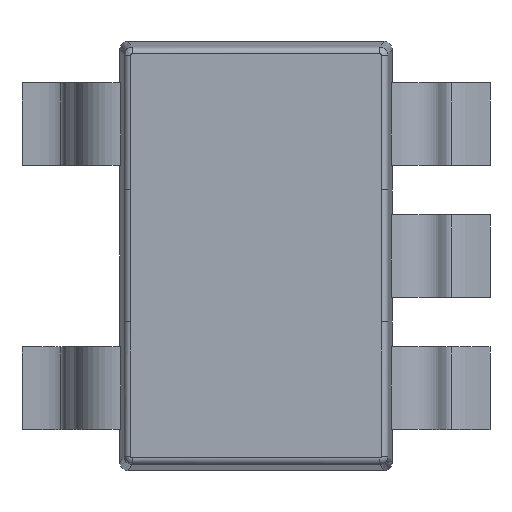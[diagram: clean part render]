
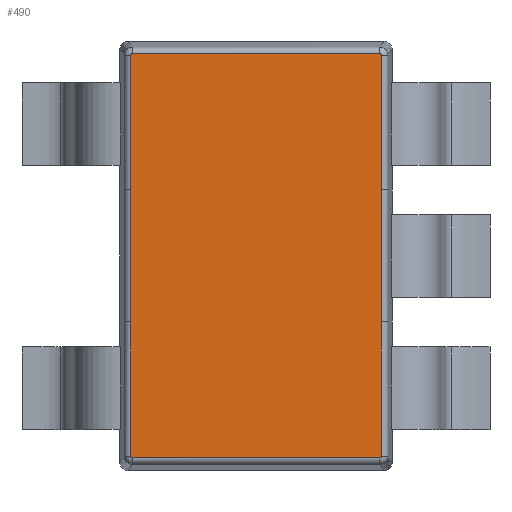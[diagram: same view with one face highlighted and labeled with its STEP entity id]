
A CAD part, top view. The second image highlights one B-rep face of the part: STEP entity #490.
In plain terms, the highlighted planar face has unit normal (0, 0, 1).
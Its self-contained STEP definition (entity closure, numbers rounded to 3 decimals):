
#137 = VERTEX_POINT ( 'NONE', #1340 ) ;
#190 = CARTESIAN_POINT ( 'NONE',  ( -0.759, -1.214, 1.205 ) ) ;
#261 = ORIENTED_EDGE ( 'NONE', *, *, #1275, .T. ) ;
#341 = EDGE_CURVE ( 'NONE', #2222, #137, #3449, .T. ) ;
#373 = B_SPLINE_CURVE_WITH_KNOTS ( 'NONE', 1,
 ( #641, #580 ),
 .UNSPECIFIED., .F., .F.,
 ( 2, 2 ),
 ( 1.011, 1.811 ),
 .UNSPECIFIED. ) ;
#380 = CARTESIAN_POINT ( 'NONE',  ( -0.749, -1.224, 1.205 ) ) ;
#386 = CARTESIAN_POINT ( 'NONE',  ( 0.752, -1.224, 1.205 ) ) ;
#443 = VERTEX_POINT ( 'NONE', #3711 ) ;
#473 = ORIENTED_EDGE ( 'NONE', *, *, #2835, .T. ) ;
#481 = CARTESIAN_POINT ( 'NONE',  ( 0.757, 1.222, 1.205 ) ) ;
#490 = ADVANCED_FACE ( 'NONE', ( #1285 ), #2149, .T. ) ;
#515 = CARTESIAN_POINT ( 'NONE',  ( 0.759, 1.214, 1.205 ) ) ;
#520 = CARTESIAN_POINT ( 'NONE',  ( 0.757, -1.222, 1.205 ) ) ;
#580 = CARTESIAN_POINT ( 'NONE',  ( 0.759, -0.4, 1.205 ) ) ;
#590 = CARTESIAN_POINT ( 'NONE',  ( 0.759, 0.4, 1.205 ) ) ;
#621 = DIRECTION ( 'NONE',  ( 1., 0., 0. ) ) ;
#641 = CARTESIAN_POINT ( 'NONE',  ( 0.759, 0.4, 1.205 ) ) ;
#651 = ORIENTED_EDGE ( 'NONE', *, *, #2779, .T. ) ;
#710 = CARTESIAN_POINT ( 'NONE',  ( 0.759, -1.214, 1.205 ) ) ;
#716 = VERTEX_POINT ( 'NONE', #2547 ) ;
#777 = CARTESIAN_POINT ( 'NONE',  ( -0.759, 1.214, 1.205 ) ) ;
#787 = VERTEX_POINT ( 'NONE', #1629 ) ;
#872 = B_SPLINE_CURVE_WITH_KNOTS ( 'NONE', 1,
 ( #1709, #190 ),
 .UNSPECIFIED., .F., .F.,
 ( 2, 2 ),
 ( 2.011, 2.825 ),
 .UNSPECIFIED. ) ;
#921 = B_SPLINE_CURVE_WITH_KNOTS ( 'NONE', 3,
 ( #1562, #2088, #3391, #2777, #3680 ),
 .UNSPECIFIED., .F., .F.,
 ( 4, 1, 4 ),
 ( 0.002, 0.009, 0.017 ),
 .UNSPECIFIED. ) ;
#924 = VERTEX_POINT ( 'NONE', #2982 ) ;
#950 = EDGE_CURVE ( 'NONE', #2739, #2281, #1667, .T. ) ;
#977 = B_SPLINE_CURVE_WITH_KNOTS ( 'NONE', 3,
 ( #3236, #386, #520, #2798, #710 ),
 .UNSPECIFIED., .F., .F.,
 ( 4, 1, 4 ),
 ( 0.002, 0.009, 0.017 ),
 .UNSPECIFIED. ) ;
#1011 = ORIENTED_EDGE ( 'NONE', *, *, #1491, .T. ) ;
#1056 = CARTESIAN_POINT ( 'NONE',  ( -0.752, -1.224, 1.205 ) ) ;
#1072 = EDGE_CURVE ( 'NONE', #1389, #716, #3089, .T. ) ;
#1076 = CARTESIAN_POINT ( 'NONE',  ( -0.757, -1.222, 1.205 ) ) ;
#1162 = VERTEX_POINT ( 'NONE', #3918 ) ;
#1270 = EDGE_LOOP ( 'NONE', ( #1840, #651, #473, #1493, #261, #2753, #1428, #1565, #1291, #1822, #1011, #3746 ) ) ;
#1275 = EDGE_CURVE ( 'NONE', #137, #924, #1331, .T. ) ;
#1285 = FACE_OUTER_BOUND ( 'NONE', #1270, .T. ) ;
#1291 = ORIENTED_EDGE ( 'NONE', *, *, #2977, .F. ) ;
#1317 = CARTESIAN_POINT ( 'NONE',  ( -0.759, -0.4, 1.205 ) ) ;
#1331 = B_SPLINE_CURVE_WITH_KNOTS ( 'NONE', 1,
 ( #380, #1890 ),
 .UNSPECIFIED., .F., .F.,
 ( 2, 2 ),
 ( -0.003, 1.496 ),
 .UNSPECIFIED. ) ;
#1340 = CARTESIAN_POINT ( 'NONE',  ( -0.749, -1.224, 1.205 ) ) ;
#1389 = VERTEX_POINT ( 'NONE', #777 ) ;
#1428 = ORIENTED_EDGE ( 'NONE', *, *, #950, .F. ) ;
#1457 = CARTESIAN_POINT ( 'NONE',  ( -0.759, -1.214, 1.205 ) ) ;
#1491 = EDGE_CURVE ( 'NONE', #2440, #1162, #2174, .T. ) ;
#1493 = ORIENTED_EDGE ( 'NONE', *, *, #341, .T. ) ;
#1562 = CARTESIAN_POINT ( 'NONE',  ( -0.749, 1.224, 1.205 ) ) ;
#1565 = ORIENTED_EDGE ( 'NONE', *, *, #1942, .F. ) ;
#1629 = CARTESIAN_POINT ( 'NONE',  ( -0.759, -0.4, 1.205 ) ) ;
#1667 = B_SPLINE_CURVE_WITH_KNOTS ( 'NONE', 1,
 ( #3924, #3084 ),
 .UNSPECIFIED., .F., .F.,
 ( 2, 2 ),
 ( 2.011, 2.825 ),
 .UNSPECIFIED. ) ;
#1709 = CARTESIAN_POINT ( 'NONE',  ( -0.759, -0.4, 1.205 ) ) ;
#1822 = ORIENTED_EDGE ( 'NONE', *, *, #2158, .T. ) ;
#1840 = ORIENTED_EDGE ( 'NONE', *, *, #1072, .T. ) ;
#1877 = CARTESIAN_POINT ( 'NONE',  ( -0.797, -1.7, 1.205 ) ) ;
#1890 = CARTESIAN_POINT ( 'NONE',  ( 0.749, -1.224, 1.205 ) ) ;
#1942 = EDGE_CURVE ( 'NONE', #443, #2739, #373, .T. ) ;
#1950 = CARTESIAN_POINT ( 'NONE',  ( -0.749, -1.224, 1.205 ) ) ;
#1993 = CARTESIAN_POINT ( 'NONE',  ( -0.759, 1.214, 1.205 ) ) ;
#2088 = CARTESIAN_POINT ( 'NONE',  ( -0.752, 1.224, 1.205 ) ) ;
#2149 = PLANE ( 'NONE',  #3259 ) ;
#2158 = EDGE_CURVE ( 'NONE', #2558, #2440, #3710, .T. ) ;
#2174 = B_SPLINE_CURVE_WITH_KNOTS ( 'NONE', 1,
 ( #3888, #3039 ),
 .UNSPECIFIED., .F., .F.,
 ( 2, 2 ),
 ( -0.003, 1.496 ),
 .UNSPECIFIED. ) ;
#2222 = VERTEX_POINT ( 'NONE', #1457 ) ;
#2281 = VERTEX_POINT ( 'NONE', #3831 ) ;
#2364 = CARTESIAN_POINT ( 'NONE',  ( 0.759, 1.214, 1.205 ) ) ;
#2430 = DIRECTION ( 'NONE',  ( 0., 0., 1. ) ) ;
#2440 = VERTEX_POINT ( 'NONE', #3225 ) ;
#2452 = CARTESIAN_POINT ( 'NONE',  ( 0.759, 1.214, 1.205 ) ) ;
#2547 = CARTESIAN_POINT ( 'NONE',  ( -0.759, 0.4, 1.205 ) ) ;
#2558 = VERTEX_POINT ( 'NONE', #2452 ) ;
#2584 = EDGE_CURVE ( 'NONE', #1162, #1389, #921, .T. ) ;
#2615 = CARTESIAN_POINT ( 'NONE',  ( 0.759, 1.217, 1.205 ) ) ;
#2655 = EDGE_CURVE ( 'NONE', #924, #2281, #977, .T. ) ;
#2732 = B_SPLINE_CURVE_WITH_KNOTS ( 'NONE', 1,
 ( #515, #590 ),
 .UNSPECIFIED., .F., .F.,
 ( 2, 2 ),
 ( -0.004, 0.811 ),
 .UNSPECIFIED. ) ;
#2739 = VERTEX_POINT ( 'NONE', #3271 ) ;
#2753 = ORIENTED_EDGE ( 'NONE', *, *, #2655, .T. ) ;
#2777 = CARTESIAN_POINT ( 'NONE',  ( -0.759, 1.217, 1.205 ) ) ;
#2779 = EDGE_CURVE ( 'NONE', #716, #787, #3013, .T. ) ;
#2798 = CARTESIAN_POINT ( 'NONE',  ( 0.759, -1.217, 1.205 ) ) ;
#2832 = CARTESIAN_POINT ( 'NONE',  ( -0.759, 0.4, 1.205 ) ) ;
#2835 = EDGE_CURVE ( 'NONE', #787, #2222, #872, .T. ) ;
#2934 = CARTESIAN_POINT ( 'NONE',  ( -0.759, -1.214, 1.205 ) ) ;
#2977 = EDGE_CURVE ( 'NONE', #2558, #443, #2732, .T. ) ;
#2982 = CARTESIAN_POINT ( 'NONE',  ( 0.749, -1.224, 1.205 ) ) ;
#3013 = B_SPLINE_CURVE_WITH_KNOTS ( 'NONE', 1,
 ( #2832, #1317 ),
 .UNSPECIFIED., .F., .F.,
 ( 2, 2 ),
 ( 1.011, 1.811 ),
 .UNSPECIFIED. ) ;
#3039 = CARTESIAN_POINT ( 'NONE',  ( -0.749, 1.224, 1.205 ) ) ;
#3084 = CARTESIAN_POINT ( 'NONE',  ( 0.759, -1.214, 1.205 ) ) ;
#3089 = B_SPLINE_CURVE_WITH_KNOTS ( 'NONE', 1,
 ( #1993, #3274 ),
 .UNSPECIFIED., .F., .F.,
 ( 2, 2 ),
 ( -0.004, 0.811 ),
 .UNSPECIFIED. ) ;
#3225 = CARTESIAN_POINT ( 'NONE',  ( 0.749, 1.224, 1.205 ) ) ;
#3236 = CARTESIAN_POINT ( 'NONE',  ( 0.749, -1.224, 1.205 ) ) ;
#3237 = CARTESIAN_POINT ( 'NONE',  ( 0.749, 1.224, 1.205 ) ) ;
#3259 = AXIS2_PLACEMENT_3D ( 'NONE', #1877, #2430, #621 ) ;
#3271 = CARTESIAN_POINT ( 'NONE',  ( 0.759, -0.4, 1.205 ) ) ;
#3274 = CARTESIAN_POINT ( 'NONE',  ( -0.759, 0.4, 1.205 ) ) ;
#3391 = CARTESIAN_POINT ( 'NONE',  ( -0.757, 1.222, 1.205 ) ) ;
#3449 = B_SPLINE_CURVE_WITH_KNOTS ( 'NONE', 3,
 ( #2934, #3501, #1076, #1056, #1950 ),
 .UNSPECIFIED., .F., .F.,
 ( 4, 1, 4 ),
 ( 0.002, 0.01, 0.018 ),
 .UNSPECIFIED. ) ;
#3501 = CARTESIAN_POINT ( 'NONE',  ( -0.759, -1.217, 1.205 ) ) ;
#3576 = CARTESIAN_POINT ( 'NONE',  ( 0.752, 1.224, 1.205 ) ) ;
#3680 = CARTESIAN_POINT ( 'NONE',  ( -0.759, 1.214, 1.205 ) ) ;
#3710 = B_SPLINE_CURVE_WITH_KNOTS ( 'NONE', 3,
 ( #2364, #2615, #481, #3576, #3237 ),
 .UNSPECIFIED., .F., .F.,
 ( 4, 1, 4 ),
 ( 0.002, 0.01, 0.018 ),
 .UNSPECIFIED. ) ;
#3711 = CARTESIAN_POINT ( 'NONE',  ( 0.759, 0.4, 1.205 ) ) ;
#3746 = ORIENTED_EDGE ( 'NONE', *, *, #2584, .T. ) ;
#3831 = CARTESIAN_POINT ( 'NONE',  ( 0.759, -1.214, 1.205 ) ) ;
#3888 = CARTESIAN_POINT ( 'NONE',  ( 0.749, 1.224, 1.205 ) ) ;
#3918 = CARTESIAN_POINT ( 'NONE',  ( -0.749, 1.224, 1.205 ) ) ;
#3924 = CARTESIAN_POINT ( 'NONE',  ( 0.759, -0.4, 1.205 ) ) ;
